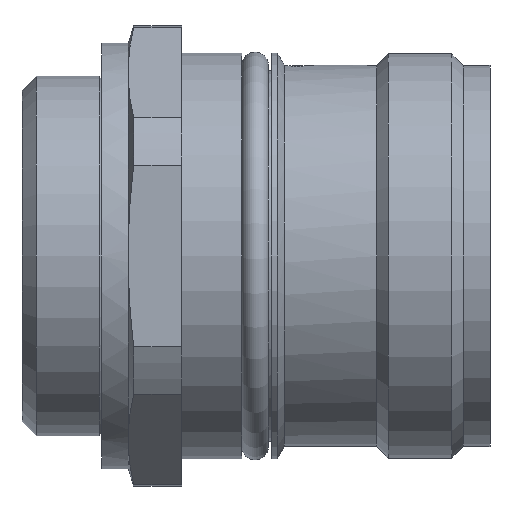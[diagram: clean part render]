
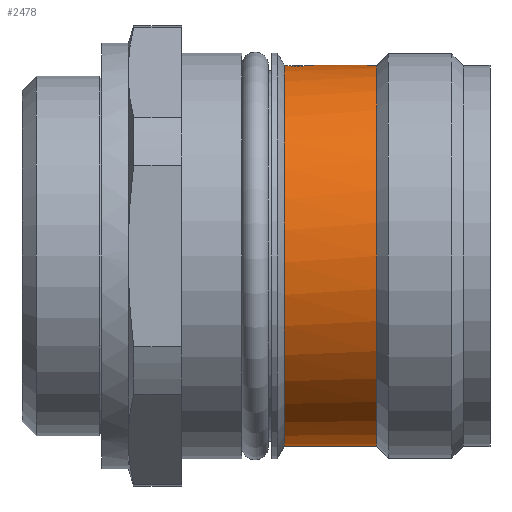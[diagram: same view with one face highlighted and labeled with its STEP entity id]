
A CAD part, left-side view. The second image highlights one B-rep face of the part: STEP entity #2478.
In plain terms, the highlighted cylindrical face has radius 10.75 mm (diameter 21.5 mm), a partial arc.
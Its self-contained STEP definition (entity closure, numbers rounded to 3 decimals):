
#315=DIRECTION('',(0.,1.,0.));
#316=VECTOR('',#315,5.196);
#317=CARTESIAN_POINT('',(0.,-8.7,-10.75));
#318=LINE('',#317,#316);
#324=DIRECTION('',(0.,1.,0.));
#325=VECTOR('',#324,3.5);
#326=CARTESIAN_POINT('',(0.,-8.7,10.75));
#327=LINE('',#326,#325);
#339=CARTESIAN_POINT('',(-0.745,-3.504,
10.724));
#340=CARTESIAN_POINT('',(-0.764,-3.524,
10.723));
#341=CARTESIAN_POINT('',(-0.8,-3.565,
10.72));
#342=CARTESIAN_POINT('',(-0.848,-3.632,
10.717));
#343=CARTESIAN_POINT('',(-0.891,-3.702,
10.713));
#344=CARTESIAN_POINT('',(-0.928,-3.775,
10.71));
#345=CARTESIAN_POINT('',(-0.959,-3.85,
10.707));
#346=CARTESIAN_POINT('',(-0.984,-3.928,
10.705));
#347=CARTESIAN_POINT('',(-1.002,-4.008,10.703));
#348=CARTESIAN_POINT('',(-1.014,-4.089,10.702));
#349=CARTESIAN_POINT('',(-1.02,-4.17,10.701));
#350=CARTESIAN_POINT('',(-1.019,-4.252,10.702));
#351=CARTESIAN_POINT('',(-1.012,-4.333,10.702));
#352=CARTESIAN_POINT('',(-0.998,-4.414,
10.704));
#353=CARTESIAN_POINT('',(-0.978,-4.493,
10.705));
#354=CARTESIAN_POINT('',(-0.951,-4.57,
10.708));
#355=CARTESIAN_POINT('',(-0.918,-4.645,
10.711));
#356=CARTESIAN_POINT('',(-0.88,-4.718,
10.714));
#357=CARTESIAN_POINT('',(-0.835,-4.787,
10.718));
#358=CARTESIAN_POINT('',(-0.786,-4.852,
10.721));
#359=CARTESIAN_POINT('',(-0.731,-4.913,
10.725));
#360=CARTESIAN_POINT('',(-0.671,-4.969,
10.729));
#361=CARTESIAN_POINT('',(-0.608,-5.02,
10.733));
#362=CARTESIAN_POINT('',(-0.54,-5.067,
10.737));
#363=CARTESIAN_POINT('',(-0.493,-5.094,
10.739));
#364=CARTESIAN_POINT('',(-0.468,-5.106,
10.74));
#366=DIRECTION('',(0.,1.,0.));
#367=VECTOR('',#366,0.023);
#368=CARTESIAN_POINT('',(-0.468,-5.106,
10.74));
#369=LINE('',#368,#367);
#370=CARTESIAN_POINT('',(0.,-5.2,10.75));
#371=CARTESIAN_POINT('',(-0.023,-5.2,10.75));
#372=CARTESIAN_POINT('',(-0.07,-5.198,
10.75));
#373=CARTESIAN_POINT('',(-0.139,-5.191,
10.749));
#374=CARTESIAN_POINT('',(-0.207,-5.179,
10.748));
#375=CARTESIAN_POINT('',(-0.275,-5.162,
10.747));
#376=CARTESIAN_POINT('',(-0.341,-5.141,
10.745));
#377=CARTESIAN_POINT('',(-0.406,-5.115,
10.742));
#378=CARTESIAN_POINT('',(-0.448,-5.094,
10.741));
#379=CARTESIAN_POINT('',(-0.468,-5.083,
10.74));
#381=CARTESIAN_POINT('',(0.,-8.7,0.));
#382=DIRECTION('',(0.,1.,0.));
#383=DIRECTION('',(0.,0.,-1.));
#384=AXIS2_PLACEMENT_3D('',#381,#382,#383);
#397=CARTESIAN_POINT('',(0.,-3.504,0.));
#398=DIRECTION('',(0.,1.,0.));
#399=DIRECTION('',(0.,0.,-1.));
#400=AXIS2_PLACEMENT_3D('',#397,#398,#399);
#1803=CARTESIAN_POINT('',(0.,-8.7,-10.75));
#1804=VERTEX_POINT('',#1803);
#1805=CARTESIAN_POINT('',(0.,-3.504,-10.75));
#1806=VERTEX_POINT('',#1805);
#1841=CARTESIAN_POINT('',(0.,-8.7,10.75));
#1842=VERTEX_POINT('',#1841);
#1913=CARTESIAN_POINT('',(0.,-5.2,10.75));
#1914=VERTEX_POINT('',#1913);
#2017=VERTEX_POINT('',#339);
#2018=VERTEX_POINT('',#364);
#2019=CARTESIAN_POINT('',(-0.468,-5.083,
10.74));
#2020=VERTEX_POINT('',#2019);
#2461=CARTESIAN_POINT('',(0.,-16.42,0.));
#2462=DIRECTION('',(0.,1.,0.));
#2463=DIRECTION('',(0.,0.,-1.));
#2464=AXIS2_PLACEMENT_3D('',#2461,#2462,#2463);
#2465=CYLINDRICAL_SURFACE('',#2464,10.75);
#2467=ORIENTED_EDGE('',*,*,#2466,.T.);
#2468=ORIENTED_EDGE('',*,*,#2443,.T.);
#2470=ORIENTED_EDGE('',*,*,#2469,.F.);
#2471=ORIENTED_EDGE('',*,*,#2431,.F.);
#2472=ORIENTED_EDGE('',*,*,#2396,.F.);
#2473=ORIENTED_EDGE('',*,*,#2428,.T.);
#2475=ORIENTED_EDGE('',*,*,#2474,.T.);
#2476=EDGE_LOOP('',(#2467,#2468,#2470,#2471,#2472,#2473,#2475));
#2477=FACE_OUTER_BOUND('',#2476,.F.);
#365=B_SPLINE_CURVE_WITH_KNOTS('',3,(#339,#340,#341,#342,#343,#344,#345,#346,
#347,#348,#349,#350,#351,#352,#353,#354,#355,#356,#357,#358,#359,#360,#361,#362,
#363,#364),.UNSPECIFIED.,.F.,.F.,(4,1,1,1,1,1,1,1,1,1,1,1,1,1,1,1,1,1,1,1,1,1,1,
4),(0.,0.043,0.087,0.13,
0.174,0.217,0.261,0.304,
0.348,0.391,0.435,0.478,
0.522,0.565,0.609,0.652,
0.696,0.739,0.783,0.826,
0.87,0.913,0.957,1.),.UNSPECIFIED.);
#380=B_SPLINE_CURVE_WITH_KNOTS('',3,(#370,#371,#372,#373,#374,#375,#376,#377,
#378,#379),.UNSPECIFIED.,.F.,.F.,(4,1,1,1,1,1,1,4),(0.,0.143,
0.286,0.429,0.571,0.714,
0.857,1.),.UNSPECIFIED.);
#385=CIRCLE('',#384,10.75);
#401=CIRCLE('',#400,10.75);
#2396=EDGE_CURVE('',#1804,#1842,#385,.T.);
#2428=EDGE_CURVE('',#1804,#1806,#318,.T.);
#2431=EDGE_CURVE('',#1842,#1914,#327,.T.);
#2443=EDGE_CURVE('',#2018,#2020,#369,.T.);
#2466=EDGE_CURVE('',#2017,#2018,#365,.T.);
#2469=EDGE_CURVE('',#1914,#2020,#380,.T.);
#2474=EDGE_CURVE('',#1806,#2017,#401,.T.);
#2478=ADVANCED_FACE('',(#2477),#2465,.T.);
